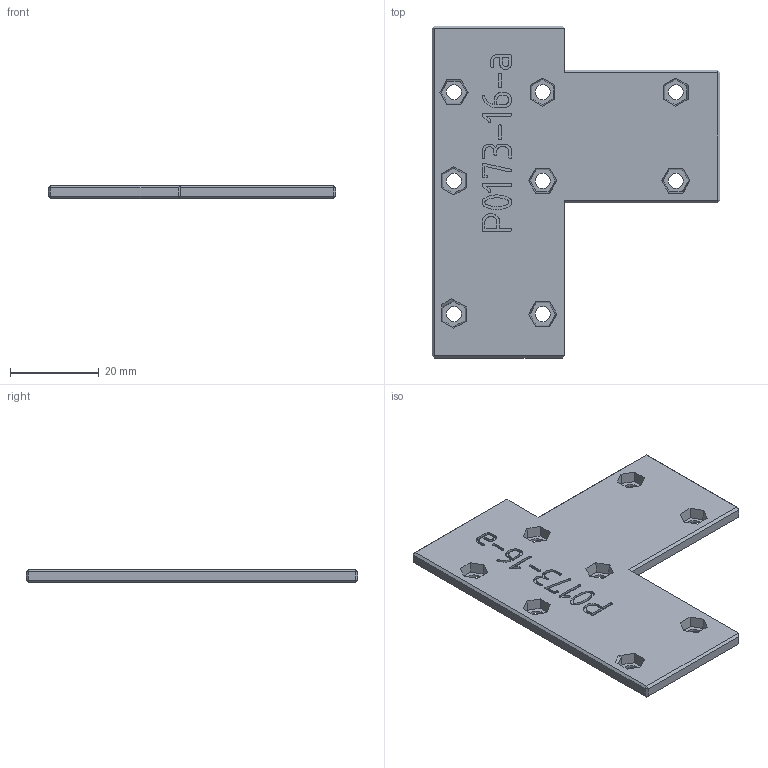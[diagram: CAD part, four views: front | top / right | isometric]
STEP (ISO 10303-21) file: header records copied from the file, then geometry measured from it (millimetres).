
FILE_DESCRIPTION(('FreeCAD Model'),'2;1');
FILE_NAME('Open CASCADE Shape Model','2023-11-01T10:22:32',(''),(''), 'Open CASCADE STEP processor 7.6','FreeCAD','Unknown');
FILE_SCHEMA(('AUTOMOTIVE_DESIGN { 1 0 10303 214 1 1 1 1 }'));
Length unit declared in the file: millimetre
Products named in the file (1): P0173-16-a_T-Verbinder_75_50
Bounding box: 64.8 x 74.8 x 3 mm (x, y, z)
Volume: 9216.1 mm3; surface area: 7547.4 mm2
Topology: 1 solids, 1 shells, 287 faces, 759 edges, 496 vertices
Faces by surface type: extrusion 135, plane 95, bspline 49, cylinder 8
Full cylindrical faces by diameter (mm): 3.4 x8
Entity records: 18862 total; most frequent: CARTESIAN_POINT 4814, DIRECTION 1974, VECTOR 1728, LINE 1593, ORIENTED_EDGE 1518, PCURVE 1518, DEFINITIONAL_REPRESENTATION 1518, B_SPLINE_CURVE_WITH_KNOTS 787
